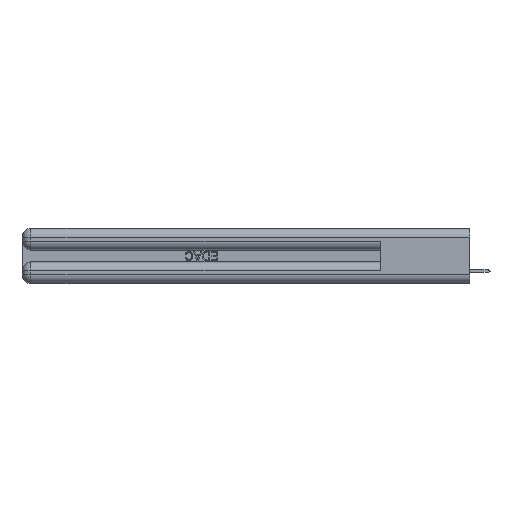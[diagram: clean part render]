
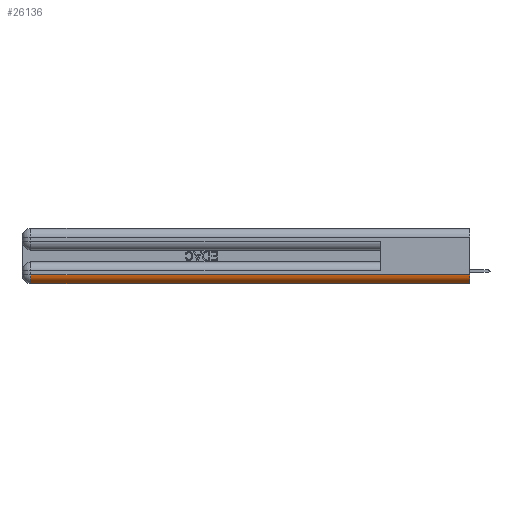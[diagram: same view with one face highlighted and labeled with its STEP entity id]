
A CAD part, left-side view. The second image highlights one B-rep face of the part: STEP entity #26136.
In plain terms, the highlighted cylindrical face has radius 1.524 mm (diameter 3.048 mm), a partial arc.
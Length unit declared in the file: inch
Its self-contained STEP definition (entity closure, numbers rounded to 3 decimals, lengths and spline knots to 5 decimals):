
#2376 = FACE_OUTER_BOUND ( 'NONE', #14343, .T. ) ;
#2914 = EDGE_CURVE ( 'NONE', #8450, #18957, #11255, .T. ) ;
#3112 = CARTESIAN_POINT ( 'NONE',  ( 0.06, 3., 0. ) ) ;
#5255 = AXIS2_PLACEMENT_3D ( 'NONE', #35638, #8639, #6661 ) ;
#5585 = CYLINDRICAL_SURFACE ( 'NONE', #29009, 0.06 ) ;
#6279 = VECTOR ( 'NONE', #13022, 39.37008 ) ;
#6489 = EDGE_CURVE ( 'NONE', #16399, #8450, #29593, .T. ) ;
#6661 = DIRECTION ( 'NONE',  ( 0., 0., 1. ) ) ;
#7571 = ORIENTED_EDGE ( 'NONE', *, *, #10125, .F. ) ;
#7946 = CARTESIAN_POINT ( 'NONE',  ( 0., 2.94, 0.06 ) ) ;
#8450 = VERTEX_POINT ( 'NONE', #7946 ) ;
#8639 = DIRECTION ( 'NONE',  ( 0., 1., 0. ) ) ;
#8853 = CARTESIAN_POINT ( 'NONE',  ( 0., 0., 0.06 ) ) ;
#9329 = EDGE_CURVE ( 'NONE', #34864, #16399, #29148, .T. ) ;
#10001 = AXIS2_PLACEMENT_3D ( 'NONE', #10851, #40495, #14426 ) ;
#10125 = EDGE_CURVE ( 'NONE', #18957, #34864, #20835, .T. ) ;
#10851 = CARTESIAN_POINT ( 'NONE',  ( 0.06, 0., 0.06 ) ) ;
#11255 = LINE ( 'NONE', #36447, #25305 ) ;
#12093 = DIRECTION ( 'NONE',  ( 0., 0., 1. ) ) ;
#13022 = DIRECTION ( 'NONE',  ( 0., 1., 0. ) ) ;
#14343 = EDGE_LOOP ( 'NONE', ( #7571, #16506, #36820, #36816 ) ) ;
#14426 = DIRECTION ( 'NONE',  ( 0., 0., 1. ) ) ;
#16399 = VERTEX_POINT ( 'NONE', #17882 ) ;
#16506 = ORIENTED_EDGE ( 'NONE', *, *, #2914, .F. ) ;
#17882 = CARTESIAN_POINT ( 'NONE',  ( 0.06, 2.94, 0. ) ) ;
#18957 = VERTEX_POINT ( 'NONE', #8853 ) ;
#20835 = CIRCLE ( 'NONE', #10001, 0.06 ) ;
#25305 = VECTOR ( 'NONE', #26948, 39.37008 ) ;
#25456 = DIRECTION ( 'NONE',  ( 0., 1., 0. ) ) ;
#26136 = ADVANCED_FACE ( 'NONE', ( #2376 ), #5585, .T. ) ;
#26948 = DIRECTION ( 'NONE',  ( 0., -1., 0. ) ) ;
#28431 = CARTESIAN_POINT ( 'NONE',  ( 0.06, 0., 0.06 ) ) ;
#29009 = AXIS2_PLACEMENT_3D ( 'NONE', #28431, #25456, #12093 ) ;
#29148 = LINE ( 'NONE', #3112, #6279 ) ;
#29593 = CIRCLE ( 'NONE', #5255, 0.06 ) ;
#34864 = VERTEX_POINT ( 'NONE', #41128 ) ;
#35638 = CARTESIAN_POINT ( 'NONE',  ( 0.06, 2.94, 0.06 ) ) ;
#36447 = CARTESIAN_POINT ( 'NONE',  ( 0., 0., 0.06 ) ) ;
#36816 = ORIENTED_EDGE ( 'NONE', *, *, #9329, .F. ) ;
#36820 = ORIENTED_EDGE ( 'NONE', *, *, #6489, .F. ) ;
#40495 = DIRECTION ( 'NONE',  ( 0., -1., 0. ) ) ;
#41128 = CARTESIAN_POINT ( 'NONE',  ( 0.06, 0., 0. ) ) ;
